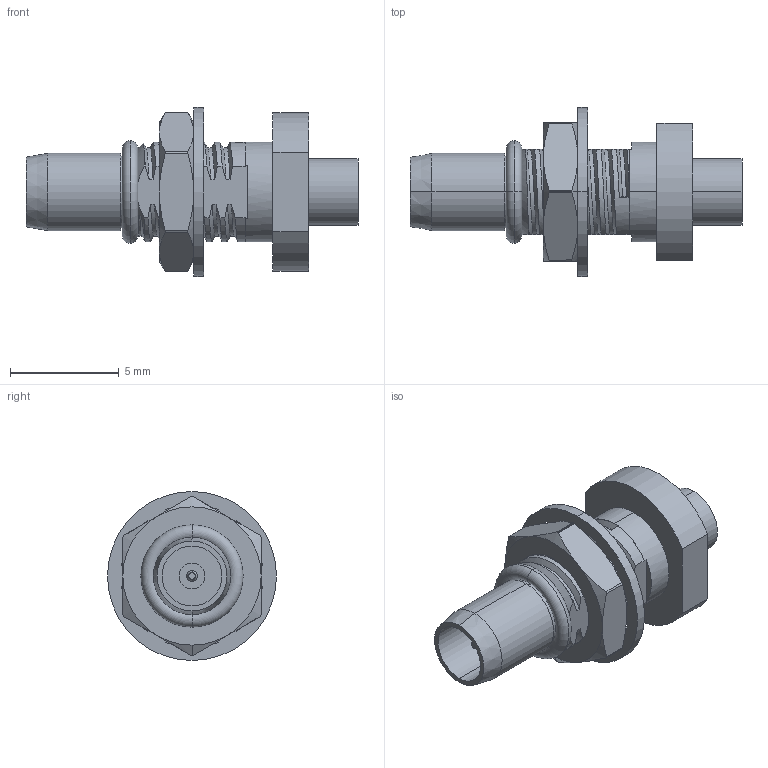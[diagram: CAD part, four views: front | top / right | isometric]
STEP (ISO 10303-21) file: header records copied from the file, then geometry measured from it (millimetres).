
FILE_DESCRIPTION (( 'STEP AP214' ), '1' );
FILE_NAME ('FMCN5137_3D.step', '2024-05-23T14:57:28', ( '' ), ( '' ), 'SwSTEP 2.0', 'SolidWorks 2022', '' );
FILE_SCHEMA (( 'AUTOMOTIVE_DESIGN' ));
Length unit declared in the file: millimetre
Products named in the file (1): FMCN5137_3D
Bounding box: 15.24 x 7.76 x 7.76 mm (x, y, z)
Volume: 235.3 mm3; surface area: 538.2 mm2
Topology: 4 solids, 4 shells, 233 faces, 631 edges, 412 vertices
Faces by surface type: cylinder 90, plane 79, cone 32, bspline 28, torus 4
Entity records: 14357 total; most frequent: CARTESIAN_POINT 8696, ORIENTED_EDGE 1262, DIRECTION 1015, EDGE_CURVE 631, VERTEX_POINT 412, AXIS2_PLACEMENT_3D 360, LINE 295, VECTOR 295
